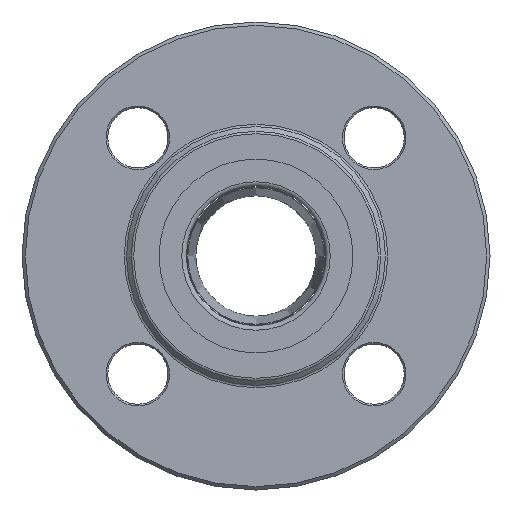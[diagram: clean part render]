
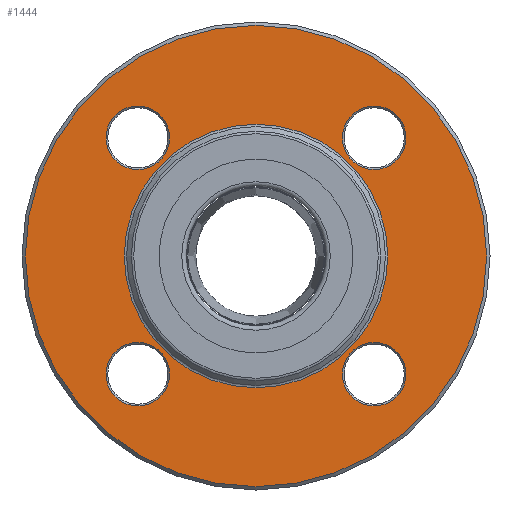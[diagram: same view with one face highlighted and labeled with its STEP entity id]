
A CAD part, left-side view. The second image highlights one B-rep face of the part: STEP entity #1444.
In plain terms, the highlighted planar face has unit normal (-1, 0, 0).
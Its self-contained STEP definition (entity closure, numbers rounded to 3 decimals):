
#1324=CARTESIAN_POINT('',(-50.2,-0.,-39.414));
#1325=VERTEX_POINT('',#1324);
#1335=CARTESIAN_POINT('',(-50.2,-0.,-0.));
#1336=DIRECTION('',(1.,0.,0.));
#1337=DIRECTION('',(0.,0.,-1.));
#1338=AXIS2_PLACEMENT_3D('',#1335,#1336,#1337);
#1339=CIRCLE('',#1338,39.414);
#1340=EDGE_CURVE('',#1325,#1325,#1339,.T.);
#1345=CARTESIAN_POINT('',(-50.2,0.,-0.));
#1346=DIRECTION('',(1.,0.,0.));
#1347=DIRECTION('',(0.,0.,-1.));
#1348=AXIS2_PLACEMENT_3D('',#1345,#1346,#1347);
#1349=PLANE('',#1348);
#1350=CARTESIAN_POINT('',(-50.2,35.355,25.855));
#1351=VERTEX_POINT('',#1350);
#1352=CARTESIAN_POINT('',(-50.2,35.355,44.855));
#1353=VERTEX_POINT('',#1352);
#1354=CARTESIAN_POINT('',(-50.2,35.355,35.355));
#1355=DIRECTION('',(1.,0.,0.));
#1356=DIRECTION('',(0.,0.,-1.));
#1357=AXIS2_PLACEMENT_3D('',#1354,#1355,#1356);
#1358=CIRCLE('',#1357,9.5);
#1359=EDGE_CURVE('',#1351,#1353,#1358,.T.);
#1360=ORIENTED_EDGE('',*,*,#1359,.T.);
#1361=CARTESIAN_POINT('',(-50.2,35.355,35.355));
#1362=DIRECTION('',(1.,0.,0.));
#1363=DIRECTION('',(0.,0.,-1.));
#1364=AXIS2_PLACEMENT_3D('',#1361,#1362,#1363);
#1365=CIRCLE('',#1364,9.5);
#1366=EDGE_CURVE('',#1353,#1351,#1365,.T.);
#1367=ORIENTED_EDGE('',*,*,#1366,.T.);
#1368=EDGE_LOOP('',(#1360,#1367));
#1369=FACE_BOUND('',#1368,.T.);
#1370=CARTESIAN_POINT('',(-50.2,-35.355,25.855));
#1371=VERTEX_POINT('',#1370);
#1372=CARTESIAN_POINT('',(-50.2,-35.355,44.855));
#1373=VERTEX_POINT('',#1372);
#1374=CARTESIAN_POINT('',(-50.2,-35.355,35.355));
#1375=DIRECTION('',(1.,0.,0.));
#1376=DIRECTION('',(0.,0.,-1.));
#1377=AXIS2_PLACEMENT_3D('',#1374,#1375,#1376);
#1378=CIRCLE('',#1377,9.5);
#1379=EDGE_CURVE('',#1371,#1373,#1378,.T.);
#1380=ORIENTED_EDGE('',*,*,#1379,.T.);
#1381=CARTESIAN_POINT('',(-50.2,-35.355,35.355));
#1382=DIRECTION('',(1.,0.,0.));
#1383=DIRECTION('',(0.,0.,-1.));
#1384=AXIS2_PLACEMENT_3D('',#1381,#1382,#1383);
#1385=CIRCLE('',#1384,9.5);
#1386=EDGE_CURVE('',#1373,#1371,#1385,.T.);
#1387=ORIENTED_EDGE('',*,*,#1386,.T.);
#1388=EDGE_LOOP('',(#1380,#1387));
#1389=FACE_BOUND('',#1388,.T.);
#1390=CARTESIAN_POINT('',(-50.2,-35.355,-44.855));
#1391=VERTEX_POINT('',#1390);
#1392=CARTESIAN_POINT('',(-50.2,-35.355,-25.855));
#1393=VERTEX_POINT('',#1392);
#1394=CARTESIAN_POINT('',(-50.2,-35.355,-35.355));
#1395=DIRECTION('',(1.,0.,0.));
#1396=DIRECTION('',(0.,0.,-1.));
#1397=AXIS2_PLACEMENT_3D('',#1394,#1395,#1396);
#1398=CIRCLE('',#1397,9.5);
#1399=EDGE_CURVE('',#1391,#1393,#1398,.T.);
#1400=ORIENTED_EDGE('',*,*,#1399,.T.);
#1401=CARTESIAN_POINT('',(-50.2,-35.355,-35.355));
#1402=DIRECTION('',(1.,0.,0.));
#1403=DIRECTION('',(0.,0.,-1.));
#1404=AXIS2_PLACEMENT_3D('',#1401,#1402,#1403);
#1405=CIRCLE('',#1404,9.5);
#1406=EDGE_CURVE('',#1393,#1391,#1405,.T.);
#1407=ORIENTED_EDGE('',*,*,#1406,.T.);
#1408=EDGE_LOOP('',(#1400,#1407));
#1409=FACE_BOUND('',#1408,.T.);
#1410=CARTESIAN_POINT('',(-50.2,35.355,-44.855));
#1411=VERTEX_POINT('',#1410);
#1412=CARTESIAN_POINT('',(-50.2,35.355,-25.855));
#1413=VERTEX_POINT('',#1412);
#1414=CARTESIAN_POINT('',(-50.2,35.355,-35.355));
#1415=DIRECTION('',(1.,0.,0.));
#1416=DIRECTION('',(0.,0.,-1.));
#1417=AXIS2_PLACEMENT_3D('',#1414,#1415,#1416);
#1418=CIRCLE('',#1417,9.5);
#1419=EDGE_CURVE('',#1411,#1413,#1418,.T.);
#1420=ORIENTED_EDGE('',*,*,#1419,.T.);
#1421=CARTESIAN_POINT('',(-50.2,35.355,-35.355));
#1422=DIRECTION('',(1.,0.,0.));
#1423=DIRECTION('',(0.,0.,-1.));
#1424=AXIS2_PLACEMENT_3D('',#1421,#1422,#1423);
#1425=CIRCLE('',#1424,9.5);
#1426=EDGE_CURVE('',#1413,#1411,#1425,.T.);
#1427=ORIENTED_EDGE('',*,*,#1426,.T.);
#1428=EDGE_LOOP('',(#1420,#1427));
#1429=FACE_BOUND('',#1428,.T.);
#1430=CARTESIAN_POINT('',(-50.2,-0.,-69.));
#1431=VERTEX_POINT('',#1430);
#1432=CARTESIAN_POINT('',(-50.2,0.,-0.));
#1433=DIRECTION('',(-1.,-0.,-0.));
#1434=DIRECTION('',(0.,0.,-1.));
#1435=AXIS2_PLACEMENT_3D('',#1432,#1433,#1434);
#1436=CIRCLE('',#1435,69.);
#1437=EDGE_CURVE('',#1431,#1431,#1436,.T.);
#1438=ORIENTED_EDGE('',*,*,#1437,.T.);
#1439=EDGE_LOOP('',(#1438));
#1440=FACE_BOUND('',#1439,.T.);
#1441=ORIENTED_EDGE('',*,*,#1340,.T.);
#1442=EDGE_LOOP('',(#1441));
#1443=FACE_BOUND('',#1442,.T.);
#1444=ADVANCED_FACE('',(#1369,#1389,#1409,#1429,#1440,#1443),#1349,.F.);
